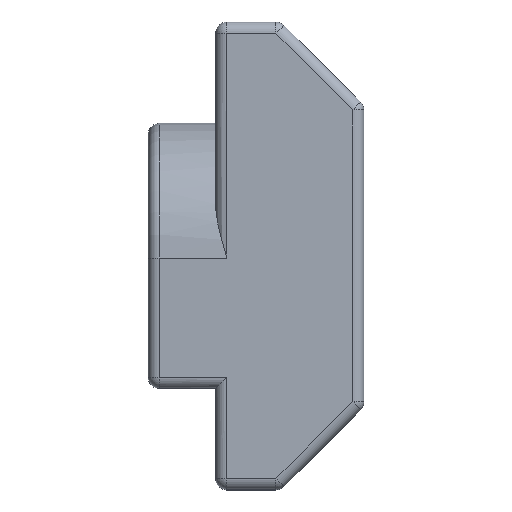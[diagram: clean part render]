
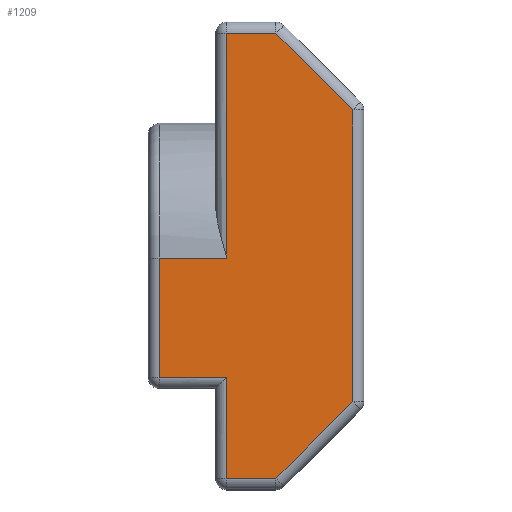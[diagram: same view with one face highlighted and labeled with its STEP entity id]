
A CAD part, top view. The second image highlights one B-rep face of the part: STEP entity #1209.
In plain terms, the highlighted planar face has unit normal (0, 0, 1).
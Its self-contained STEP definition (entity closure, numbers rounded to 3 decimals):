
#23=PLANE('',#1331);
#87=FACE_OUTER_BOUND('',#166,.T.);
#166=EDGE_LOOP('',(#902,#903,#904,#905,#906,#907,#908,#909,#910,#911));
#333=LINE('',#2421,#410);
#334=LINE('',#2425,#411);
#337=LINE('',#2440,#414);
#339=LINE('',#2450,#416);
#341=LINE('',#2460,#418);
#343=LINE('',#2470,#420);
#345=LINE('',#2480,#422);
#347=LINE('',#2495,#424);
#354=LINE('',#2516,#431);
#356=LINE('',#2521,#433);
#410=VECTOR('',#1471,10.);
#411=VECTOR('',#1476,10.);
#414=VECTOR('',#1493,10.);
#416=VECTOR('',#1505,10.);
#418=VECTOR('',#1517,10.);
#420=VECTOR('',#1529,10.);
#422=VECTOR('',#1541,10.);
#424=VECTOR('',#1551,10.);
#431=VECTOR('',#1574,10.);
#433=VECTOR('',#1580,10.);
#515=VERTEX_POINT('',#2418);
#516=VERTEX_POINT('',#2420);
#517=VERTEX_POINT('',#2424);
#522=VERTEX_POINT('',#2438);
#525=VERTEX_POINT('',#2448);
#528=VERTEX_POINT('',#2458);
#531=VERTEX_POINT('',#2468);
#534=VERTEX_POINT('',#2478);
#537=VERTEX_POINT('',#2488);
#543=VERTEX_POINT('',#2515);
#636=EDGE_CURVE('',#515,#516,#333,.T.);
#638=EDGE_CURVE('',#516,#517,#334,.T.);
#646=EDGE_CURVE('',#522,#515,#337,.T.);
#651=EDGE_CURVE('',#525,#522,#339,.T.);
#656=EDGE_CURVE('',#528,#525,#341,.T.);
#661=EDGE_CURVE('',#531,#528,#343,.T.);
#666=EDGE_CURVE('',#534,#531,#345,.T.);
#671=EDGE_CURVE('',#537,#534,#347,.T.);
#681=EDGE_CURVE('',#517,#543,#354,.T.);
#684=EDGE_CURVE('',#537,#543,#356,.T.);
#902=ORIENTED_EDGE('',*,*,#638,.F.);
#903=ORIENTED_EDGE('',*,*,#636,.F.);
#904=ORIENTED_EDGE('',*,*,#646,.F.);
#905=ORIENTED_EDGE('',*,*,#651,.F.);
#906=ORIENTED_EDGE('',*,*,#656,.F.);
#907=ORIENTED_EDGE('',*,*,#661,.F.);
#908=ORIENTED_EDGE('',*,*,#666,.F.);
#909=ORIENTED_EDGE('',*,*,#671,.F.);
#910=ORIENTED_EDGE('',*,*,#684,.T.);
#911=ORIENTED_EDGE('',*,*,#681,.F.);
#1209=ADVANCED_FACE('',(#87),#23,.T.);
#1331=AXIS2_PLACEMENT_3D('',#2520,#1578,#1579);
#1471=DIRECTION('',(0.,1.,0.));
#1476=DIRECTION('',(-1.,0.,0.));
#1493=DIRECTION('',(-1.,0.,0.));
#1505=DIRECTION('',(-0.707,-0.707,0.));
#1517=DIRECTION('',(0.,-1.,0.));
#1529=DIRECTION('',(0.707,-0.707,0.));
#1541=DIRECTION('',(1.,0.,0.));
#1551=DIRECTION('',(0.,1.,0.));
#1574=DIRECTION('',(0.,1.,0.));
#1578=DIRECTION('center_axis',(0.,0.,1.));
#1579=DIRECTION('ref_axis',(1.,0.,0.));
#1580=DIRECTION('',(-1.,0.,0.));
#2418=CARTESIAN_POINT('',(1.75,-4.95,6.));
#2420=CARTESIAN_POINT('',(1.75,-2.7,6.));
#2421=CARTESIAN_POINT('',(1.75,-1.475,6.));
#2424=CARTESIAN_POINT('',(0.25,-2.7,6.));
#2425=CARTESIAN_POINT('',(1.2,-2.7,6.));
#2438=CARTESIAN_POINT('',(2.843,-4.95,6.));
#2440=CARTESIAN_POINT('',(2.075,-4.95,6.));
#2448=CARTESIAN_POINT('',(4.55,-3.243,6.));
#2450=CARTESIAN_POINT('',(3.97,-3.823,6.));
#2458=CARTESIAN_POINT('',(4.55,3.243,6.));
#2460=CARTESIAN_POINT('',(4.55,-1.621,6.));
#2468=CARTESIAN_POINT('',(2.843,4.95,6.));
#2470=CARTESIAN_POINT('',(4.823,2.97,6.));
#2478=CARTESIAN_POINT('',(1.75,4.95,6.));
#2480=CARTESIAN_POINT('',(2.621,4.95,6.));
#2488=CARTESIAN_POINT('',(1.75,-0.05,6.));
#2495=CARTESIAN_POINT('',(1.75,2.475,6.));
#2515=CARTESIAN_POINT('',(0.25,-0.05,6.));
#2516=CARTESIAN_POINT('',(0.25,1.475,6.));
#2520=CARTESIAN_POINT('Origin',(2.4,0.,
6.));
#2521=CARTESIAN_POINT('',(0.,-0.05,6.));
